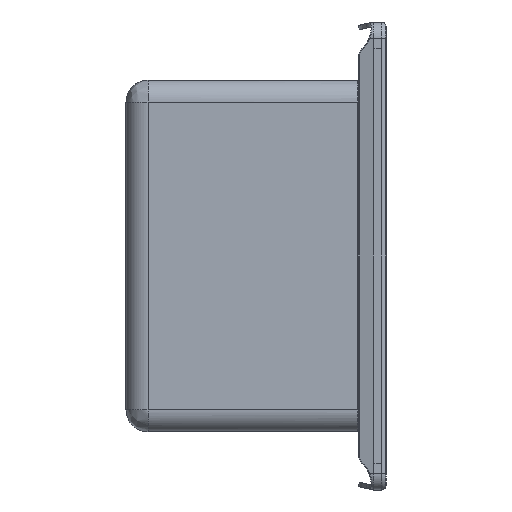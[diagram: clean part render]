
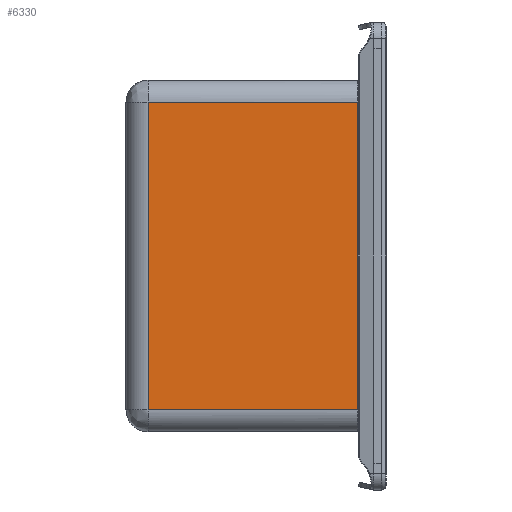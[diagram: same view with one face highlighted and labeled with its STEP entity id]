
A CAD part, left-side view. The second image highlights one B-rep face of the part: STEP entity #6330.
In plain terms, the highlighted free-form (B-spline) face has degree [1, 1] with [2, 2] control points.
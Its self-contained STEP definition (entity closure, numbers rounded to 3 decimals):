
#5757=CARTESIAN_POINT('',(-45.9,21.5,-13.9));
#5758=VERTEX_POINT('',#5757);
#5771=CARTESIAN_POINT('',(-45.9,21.5,13.9));
#5772=VERTEX_POINT('',#5771);
#5773=CARTESIAN_POINT('',(-45.9,21.5,13.9));
#5774=CARTESIAN_POINT('',(-45.9,21.5,-13.9));
#5775=QUASI_UNIFORM_CURVE('',1,(#5773,#5774),.UNSPECIFIED.,.F.,.U.);
#5776=EDGE_CURVE('',#5772,#5758,#5775,.T.);
#5973=CARTESIAN_POINT('',(-45.9,2.6,-13.9));
#5974=VERTEX_POINT('',#5973);
#5986=CARTESIAN_POINT('',(-45.9,21.5,-13.9));
#5987=CARTESIAN_POINT('',(-45.9,2.6,-13.9));
#5988=QUASI_UNIFORM_CURVE('',1,(#5986,#5987),.UNSPECIFIED.,.F.,.U.);
#5989=EDGE_CURVE('',#5758,#5974,#5988,.T.);
#6309=CARTESIAN_POINT('',(-45.9,1.656,15.289));
#6310=CARTESIAN_POINT('',(-45.9,22.444,15.289));
#6311=CARTESIAN_POINT('',(-45.9,1.656,-15.289));
#6312=CARTESIAN_POINT('',(-45.9,22.444,-15.289));
#6313=B_SPLINE_SURFACE_WITH_KNOTS('',1,1,((#6309,#6311),(#6310,#6312)),.UNSPECIFIED.,.F.,.F.,.U.,(2,2),(2,2),(0.0,20.788),(0.0,30.577),.UNSPECIFIED.);
#6314=ORIENTED_EDGE('',*,*,#5989,.T.);
#6315=CARTESIAN_POINT('',(-45.9,2.6,13.9));
#6316=VERTEX_POINT('',#6315);
#6317=CARTESIAN_POINT('',(-45.9,2.6,-13.9));
#6318=CARTESIAN_POINT('',(-45.9,2.6,13.9));
#6319=QUASI_UNIFORM_CURVE('',1,(#6317,#6318),.UNSPECIFIED.,.F.,.U.);
#6320=EDGE_CURVE('',#5974,#6316,#6319,.T.);
#6321=ORIENTED_EDGE('',*,*,#6320,.T.);
#6322=CARTESIAN_POINT('',(-45.9,2.6,13.9));
#6323=CARTESIAN_POINT('',(-45.9,21.5,13.9));
#6324=QUASI_UNIFORM_CURVE('',1,(#6322,#6323),.UNSPECIFIED.,.F.,.U.);
#6325=EDGE_CURVE('',#6316,#5772,#6324,.T.);
#6326=ORIENTED_EDGE('',*,*,#6325,.T.);
#6327=ORIENTED_EDGE('',*,*,#5776,.T.);
#6328=EDGE_LOOP('',(#6314,#6321,#6326,#6327));
#6329=FACE_OUTER_BOUND('',#6328,.T.);
#6330=ADVANCED_FACE('',(#6329),#6313,.T.);
